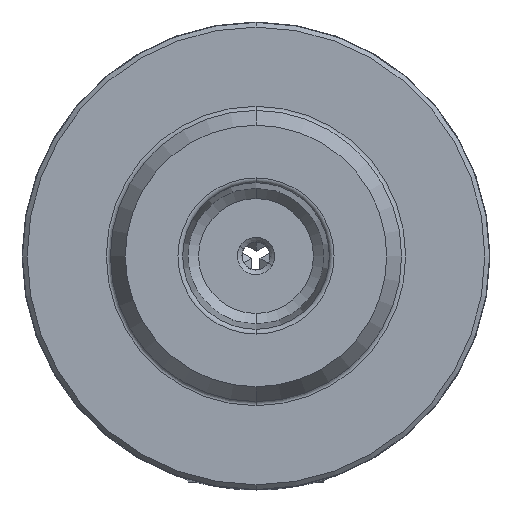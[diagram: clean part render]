
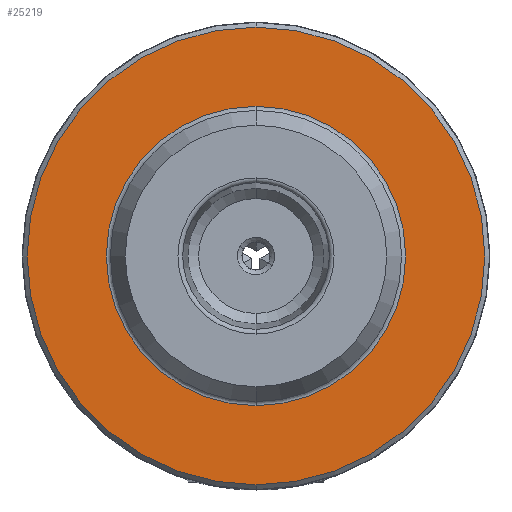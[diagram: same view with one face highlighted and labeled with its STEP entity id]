
A CAD part, front view. The second image highlights one B-rep face of the part: STEP entity #25219.
In plain terms, the highlighted planar face has unit normal (0, -1, 0).
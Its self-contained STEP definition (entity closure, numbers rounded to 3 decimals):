
#2088 = ORIENTED_EDGE ( 'NONE', *, *, #6760, .T. ) ;
#2766 = CARTESIAN_POINT ( 'NONE',  ( 0., 3., -16.021 ) ) ;
#3019 = VERTEX_POINT ( 'NONE', #36009 ) ;
#5300 = CARTESIAN_POINT ( 'NONE',  ( 0., 3., 16.021 ) ) ;
#6760 = EDGE_CURVE ( 'NONE', #18678, #3019, #32659, .T. ) ;
#8648 = AXIS2_PLACEMENT_3D ( 'NONE', #10072, #12928, #9808 ) ;
#9808 = DIRECTION ( 'NONE',  ( 0., 0., -1. ) ) ;
#10072 = CARTESIAN_POINT ( 'NONE',  ( 16.021, 3., 0. ) ) ;
#10951 = CARTESIAN_POINT ( 'NONE',  ( 0., 3., -24.5 ) ) ;
#11329 = EDGE_LOOP ( 'NONE', ( #16126, #2088 ) ) ;
#11899 = CARTESIAN_POINT ( 'NONE',  ( 0., 3., 0. ) ) ;
#12685 = CIRCLE ( 'NONE', #29955, 16.021 ) ;
#12736 = CIRCLE ( 'NONE', #18654, 24.5 ) ;
#12928 = DIRECTION ( 'NONE',  ( 0., -1., 0. ) ) ;
#13252 = CARTESIAN_POINT ( 'NONE',  ( 0., 3., 0. ) ) ;
#13494 = DIRECTION ( 'NONE',  ( 0., 0., -1. ) ) ;
#13990 = FACE_OUTER_BOUND ( 'NONE', #11329, .T. ) ;
#15574 = CARTESIAN_POINT ( 'NONE',  ( 0., 3., 0. ) ) ;
#16126 = ORIENTED_EDGE ( 'NONE', *, *, #23782, .T. ) ;
#16136 = EDGE_CURVE ( 'NONE', #18096, #25394, #12685, .T. ) ;
#17498 = DIRECTION ( 'NONE',  ( 0., -1., 0. ) ) ;
#18096 = VERTEX_POINT ( 'NONE', #2766 ) ;
#18654 = AXIS2_PLACEMENT_3D ( 'NONE', #20510, #28243, #33982 ) ;
#18678 = VERTEX_POINT ( 'NONE', #10951 ) ;
#20510 = CARTESIAN_POINT ( 'NONE',  ( 0., 3., 0. ) ) ;
#20606 = AXIS2_PLACEMENT_3D ( 'NONE', #15574, #35542, #24098 ) ;
#21656 = EDGE_CURVE ( 'NONE', #25394, #18096, #32408, .T. ) ;
#22903 = DIRECTION ( 'NONE',  ( 0., 0., -1. ) ) ;
#23782 = EDGE_CURVE ( 'NONE', #3019, #18678, #12736, .T. ) ;
#24098 = DIRECTION ( 'NONE',  ( 0., 0., -1. ) ) ;
#25219 = ADVANCED_FACE ( 'NONE', ( #13990, #36750 ), #29630, .T. ) ;
#25394 = VERTEX_POINT ( 'NONE', #5300 ) ;
#27709 = DIRECTION ( 'NONE',  ( 0., -1., 0. ) ) ;
#28145 = AXIS2_PLACEMENT_3D ( 'NONE', #11899, #17498, #22903 ) ;
#28243 = DIRECTION ( 'NONE',  ( 0., -1., 0. ) ) ;
#29630 = PLANE ( 'NONE',  #8648 ) ;
#29955 = AXIS2_PLACEMENT_3D ( 'NONE', #13252, #27709, #13494 ) ;
#31679 = EDGE_LOOP ( 'NONE', ( #33237, #34877 ) ) ;
#32408 = CIRCLE ( 'NONE', #28145, 16.021 ) ;
#32659 = CIRCLE ( 'NONE', #20606, 24.5 ) ;
#33237 = ORIENTED_EDGE ( 'NONE', *, *, #16136, .F. ) ;
#33982 = DIRECTION ( 'NONE',  ( 0., 0., -1. ) ) ;
#34877 = ORIENTED_EDGE ( 'NONE', *, *, #21656, .F. ) ;
#35542 = DIRECTION ( 'NONE',  ( 0., -1., 0. ) ) ;
#36009 = CARTESIAN_POINT ( 'NONE',  ( 0., 3., 24.5 ) ) ;
#36750 = FACE_BOUND ( 'NONE', #31679, .T. ) ;
